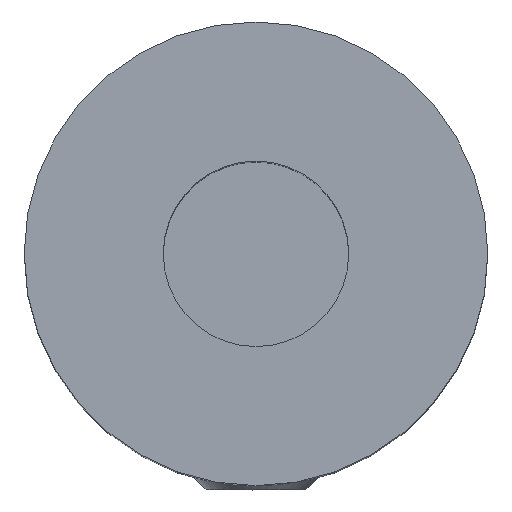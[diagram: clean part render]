
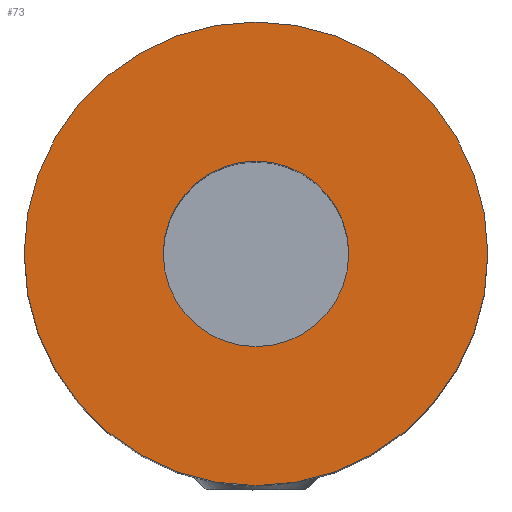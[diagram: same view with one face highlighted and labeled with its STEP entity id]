
A CAD part, top view. The second image highlights one B-rep face of the part: STEP entity #73.
In plain terms, the highlighted planar face has unit normal (0, 0, 1).
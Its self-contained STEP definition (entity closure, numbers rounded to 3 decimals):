
#49=PLANE('',#293);
#73=ADVANCED_FACE('',(#108,#109),#49,.T.);
#108=FACE_BOUND('',#141,.T.);
#109=FACE_BOUND('',#142,.T.);
#141=EDGE_LOOP('',(#191));
#142=EDGE_LOOP('',(#192));
#191=ORIENTED_EDGE('',*,*,#238,.F.);
#192=ORIENTED_EDGE('',*,*,#242,.T.);
#217=VERTEX_POINT('',#457);
#221=VERTEX_POINT('',#469);
#238=EDGE_CURVE('',#217,#217,#255,.T.);
#242=EDGE_CURVE('',#221,#221,#259,.T.);
#255=CIRCLE('',#273,15.);
#259=CIRCLE('',#281,6.);
#273=AXIS2_PLACEMENT_3D('',#456,#313,#314);
#281=AXIS2_PLACEMENT_3D('',#468,#329,#330);
#293=AXIS2_PLACEMENT_3D('',#481,#353,#354);
#313=DIRECTION('',(0.,0.,-1.));
#314=DIRECTION('',(-1.,0.,0.));
#329=DIRECTION('',(0.,0.,-1.));
#330=DIRECTION('',(1.,0.,0.));
#353=DIRECTION('',(0.,0.,1.));
#354=DIRECTION('',(1.,0.,0.));
#456=CARTESIAN_POINT('',(0.,0.,40.));
#457=CARTESIAN_POINT('',(-15.,0.,40.));
#468=CARTESIAN_POINT('',(0.,0.,40.));
#469=CARTESIAN_POINT('',(6.,0.,40.));
#481=CARTESIAN_POINT('',(0.,15.,40.));
